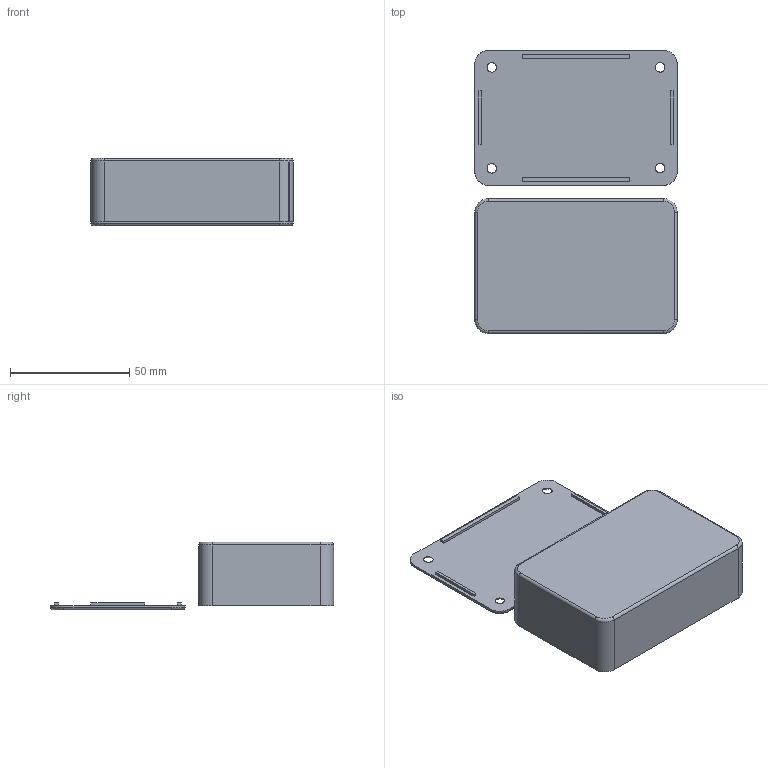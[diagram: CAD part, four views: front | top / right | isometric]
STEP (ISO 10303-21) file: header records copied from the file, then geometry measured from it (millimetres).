
FILE_DESCRIPTION(('FreeCAD Model'),'2;1');
FILE_NAME('Open CASCADE Shape Model','2025-04-26T08:14:21',('FreeCAD'),( 'FreeCAD'),'Open CASCADE STEP processor 7.6','FreeCAD','Unknown');
FILE_SCHEMA(('AUTOMOTIVE_DESIGN { 1 0 10303 214 1 1 1 1 }'));
Products named in the file (1): Open CASCADE STEP translator 7.6 1
Bounding box: 84.73 x 118.62 x 28.24 mm (x, y, z)
Volume: 33218.5 mm3; surface area: 36393.8 mm2
Topology: 2 solids, 2 shells, 664 faces, 1928 edges, 1280 vertices
Faces by surface type: bspline 664
Entity records: 46352 total; most frequent: CARTESIAN_POINT 35109, ORIENTED_EDGE 3856, EDGE_CURVE 1928, B_SPLINE_CURVE_WITH_KNOTS 1856, VERTEX_POINT 1280, FACE_BOUND 684, EDGE_LOOP 684, ADVANCED_FACE 664
